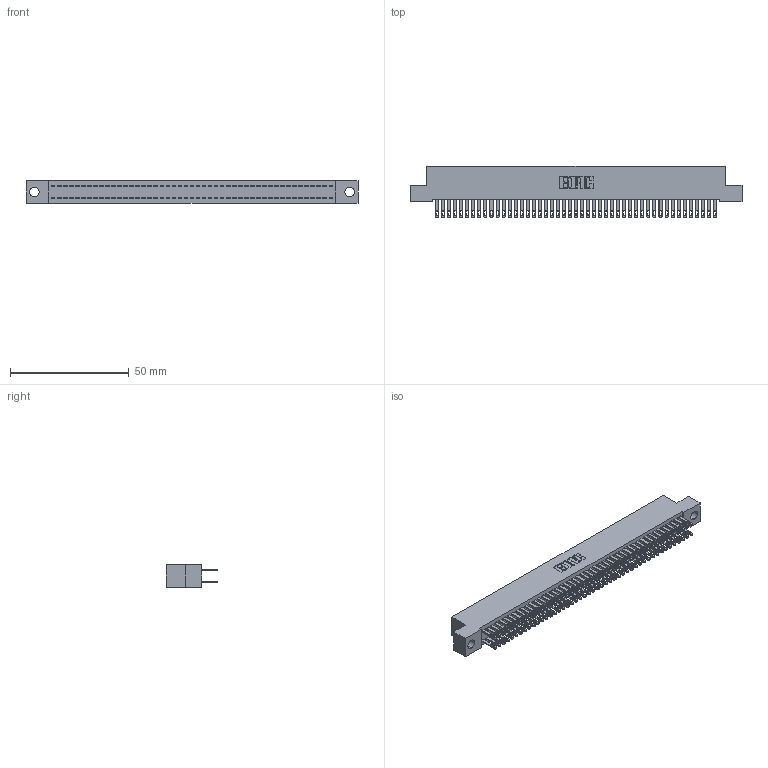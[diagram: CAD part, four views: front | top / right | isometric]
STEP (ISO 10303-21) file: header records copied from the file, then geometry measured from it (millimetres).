
FILE_DESCRIPTION (( 'STEP AP203' ), '1' );
FILE_NAME ('892-094-500-204.STEP', '2020-09-21T20:58:28', ( '' ), ( '' ), 'SwSTEP 2.0', 'SolidWorks 2020', '' );
FILE_SCHEMA (( 'CONFIG_CONTROL_DESIGN' ));
Length unit declared in the file: inch
Products named in the file (3): 842 Part_.156 TH; 345-292-001_345-293-100; 892-094-500-204
Assembly tree (95 placements, depth 2):
  892-094-500-204
    842 Part_.156 TH
    345-292-001_345-293-100  x94
Bounding box: 139.7 x 21.85 x 9.4 mm (x, y, z)
Volume: 12775.9 mm3; surface area: 21643.4 mm2
Topology: 95 solids, 95 shells, 4622 faces, 14117 edges, 9410 vertices
Faces by surface type: plane 2886, cylinder 1736
Entity records: 29391 total; most frequent: CARTESIAN_POINT 4862, ORIENTED_EDGE 4798, DIRECTION 4147, EDGE_CURVE 2399, LINE 2267, VECTOR 2267, VERTEX_POINT 1598, AXIS2_PLACEMENT_3D 940
